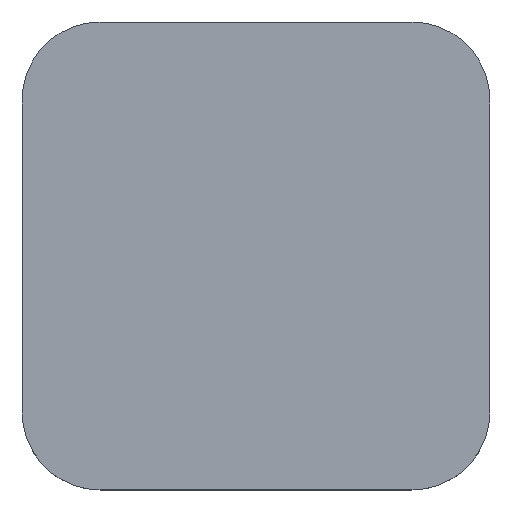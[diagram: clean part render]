
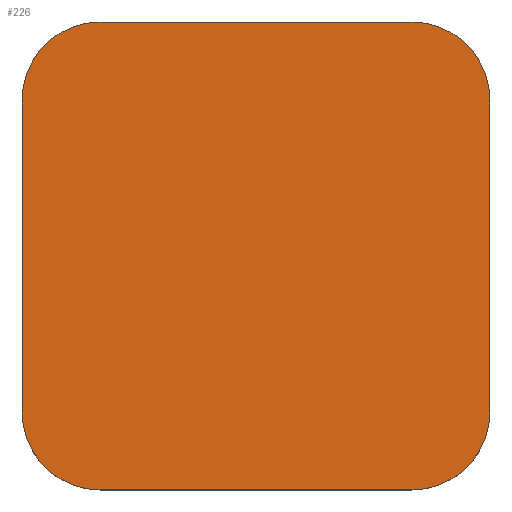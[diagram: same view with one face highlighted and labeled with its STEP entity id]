
A CAD part, top view. The second image highlights one B-rep face of the part: STEP entity #226.
In plain terms, the highlighted planar face has unit normal (0, 0, 1).
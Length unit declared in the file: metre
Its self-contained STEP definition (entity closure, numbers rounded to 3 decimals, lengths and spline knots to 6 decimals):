
#21=LINE('',#352,#37);
#27=LINE('',#366,#43);
#31=LINE('',#375,#47);
#33=LINE('',#379,#49);
#37=VECTOR('',#287,1.);
#43=VECTOR('',#295,1.);
#47=VECTOR('',#301,1.);
#49=VECTOR('',#305,1.);
#60=PLANE('',#261);
#91=ORIENTED_EDGE('',*,*,#130,.T.);
#92=ORIENTED_EDGE('',*,*,#141,.T.);
#93=ORIENTED_EDGE('',*,*,#132,.F.);
#94=ORIENTED_EDGE('',*,*,#142,.T.);
#95=ORIENTED_EDGE('',*,*,#120,.F.);
#96=ORIENTED_EDGE('',*,*,#143,.T.);
#97=ORIENTED_EDGE('',*,*,#126,.T.);
#98=ORIENTED_EDGE('',*,*,#144,.T.);
#120=EDGE_CURVE('',#148,#149,#21,.T.);
#126=EDGE_CURVE('',#155,#154,#27,.T.);
#130=EDGE_CURVE('',#159,#158,#31,.T.);
#132=EDGE_CURVE('',#160,#161,#33,.T.);
#141=EDGE_CURVE('',#158,#161,#173,.T.);
#142=EDGE_CURVE('',#160,#149,#174,.T.);
#143=EDGE_CURVE('',#148,#155,#175,.T.);
#144=EDGE_CURVE('',#154,#159,#176,.T.);
#148=VERTEX_POINT('',#353);
#149=VERTEX_POINT('',#354);
#154=VERTEX_POINT('',#365);
#155=VERTEX_POINT('',#367);
#158=VERTEX_POINT('',#374);
#159=VERTEX_POINT('',#376);
#160=VERTEX_POINT('',#380);
#161=VERTEX_POINT('',#381);
#173=CIRCLE('',#262,0.01);
#174=CIRCLE('',#263,0.01);
#175=CIRCLE('',#264,0.01);
#176=CIRCLE('',#265,0.01);
#188=EDGE_LOOP('',(#91,#92,#93,#94,#95,#96,#97,#98));
#206=FACE_BOUND('',#188,.T.);
#226=ADVANCED_FACE('',(#206),#60,.T.);
#261=AXIS2_PLACEMENT_3D('',#394,#321,#322);
#262=AXIS2_PLACEMENT_3D('',#395,#323,#324);
#263=AXIS2_PLACEMENT_3D('',#396,#325,#326);
#264=AXIS2_PLACEMENT_3D('',#397,#327,#328);
#265=AXIS2_PLACEMENT_3D('',#398,#329,#330);
#287=DIRECTION('',(1.,0.,0.));
#295=DIRECTION('',(0.,-1.,0.));
#301=DIRECTION('',(1.,0.,0.));
#305=DIRECTION('',(0.,-1.,0.));
#321=DIRECTION('',(0.,0.,1.));
#322=DIRECTION('',(1.,0.,0.));
#323=DIRECTION('',(0.,0.,1.));
#324=DIRECTION('',(1.,0.,0.));
#325=DIRECTION('',(0.,0.,1.));
#326=DIRECTION('',(1.,0.,0.));
#327=DIRECTION('',(0.,0.,1.));
#328=DIRECTION('',(1.,0.,0.));
#329=DIRECTION('',(0.,0.,1.));
#330=DIRECTION('',(1.,0.,0.));
#352=CARTESIAN_POINT('',(0.,0.03,0.01));
#353=CARTESIAN_POINT('',(-0.02,0.03,0.01));
#354=CARTESIAN_POINT('',(0.02,0.03,0.01));
#365=CARTESIAN_POINT('',(-0.03,-0.02,0.01));
#366=CARTESIAN_POINT('',(-0.03,0.,0.01));
#367=CARTESIAN_POINT('',(-0.03,0.02,0.01));
#374=CARTESIAN_POINT('',(0.02,-0.03,0.01));
#375=CARTESIAN_POINT('',(0.,-0.03,0.01));
#376=CARTESIAN_POINT('',(-0.02,-0.03,0.01));
#379=CARTESIAN_POINT('',(0.03,0.,0.01));
#380=CARTESIAN_POINT('',(0.03,0.02,0.01));
#381=CARTESIAN_POINT('',(0.03,-0.02,0.01));
#394=CARTESIAN_POINT('',(0.,0.,0.01));
#395=CARTESIAN_POINT('',(0.02,-0.02,0.01));
#396=CARTESIAN_POINT('',(0.02,0.02,0.01));
#397=CARTESIAN_POINT('',(-0.02,0.02,0.01));
#398=CARTESIAN_POINT('',(-0.02,-0.02,0.01));
